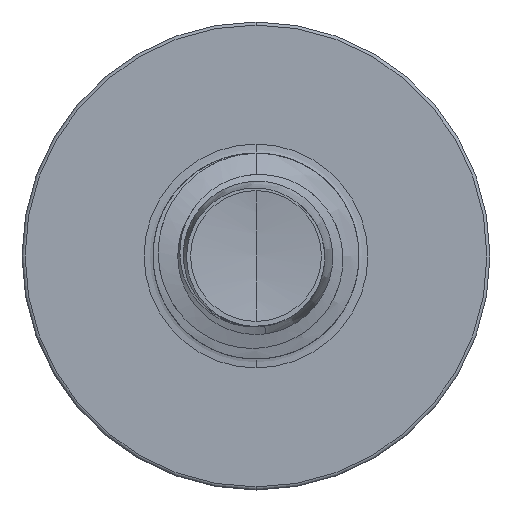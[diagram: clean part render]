
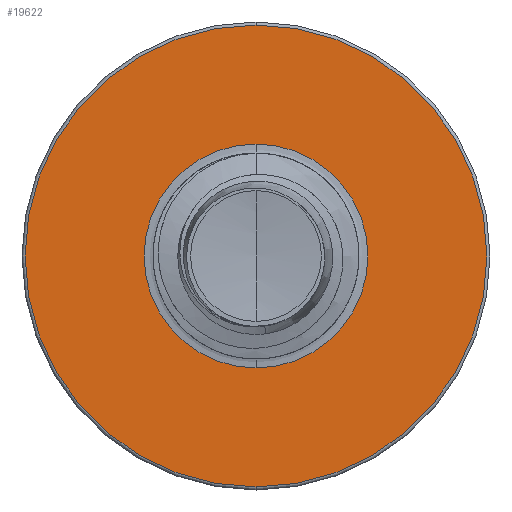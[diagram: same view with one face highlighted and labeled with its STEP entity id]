
A CAD part, front view. The second image highlights one B-rep face of the part: STEP entity #19622.
In plain terms, the highlighted planar face has unit normal (0, -1, 0).
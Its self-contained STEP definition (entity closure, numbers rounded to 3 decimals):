
#236 = CARTESIAN_POINT ( 'NONE',  ( 0., 7., 2.467 ) ) ;
#1980 = DIRECTION ( 'NONE',  ( 0., 1., 0. ) ) ;
#2871 = CIRCLE ( 'NONE', #22982, 1.196 ) ;
#3083 = EDGE_CURVE ( 'NONE', #21065, #12696, #9793, .T. ) ;
#3490 = CIRCLE ( 'NONE', #3940, 2.467 ) ;
#3940 = AXIS2_PLACEMENT_3D ( 'NONE', #13334, #1980, #15185 ) ;
#4179 = EDGE_LOOP ( 'NONE', ( #13443, #6246 ) ) ;
#4951 = PLANE ( 'NONE',  #12217 ) ;
#5148 = DIRECTION ( 'NONE',  ( 0., 1., 0. ) ) ;
#5763 = CIRCLE ( 'NONE', #20963, 1.196 ) ;
#6246 = ORIENTED_EDGE ( 'NONE', *, *, #8518, .F. ) ;
#6652 = DIRECTION ( 'NONE',  ( 0., 1., 0. ) ) ;
#6799 = CARTESIAN_POINT ( 'NONE',  ( 0., 7., -1.196 ) ) ;
#6874 = DIRECTION ( 'NONE',  ( 0., 1., 0. ) ) ;
#7858 = CARTESIAN_POINT ( 'NONE',  ( 0., 7., -2.467 ) ) ;
#8518 = EDGE_CURVE ( 'NONE', #12696, #21065, #3490, .T. ) ;
#9793 = CIRCLE ( 'NONE', #20949, 2.467 ) ;
#11113 = EDGE_CURVE ( 'NONE', #18642, #21886, #2871, .T. ) ;
#11190 = FACE_BOUND ( 'NONE', #16724, .T. ) ;
#12217 = AXIS2_PLACEMENT_3D ( 'NONE', #6799, #6874, #19578 ) ;
#12696 = VERTEX_POINT ( 'NONE', #7858 ) ;
#13334 = CARTESIAN_POINT ( 'NONE',  ( 0., 7., 0. ) ) ;
#13443 = ORIENTED_EDGE ( 'NONE', *, *, #3083, .F. ) ;
#13979 = CARTESIAN_POINT ( 'NONE',  ( 0., 7., 1.196 ) ) ;
#15185 = DIRECTION ( 'NONE',  ( 0., 0., 1. ) ) ;
#16389 = CARTESIAN_POINT ( 'NONE',  ( 0., 7., 0. ) ) ;
#16724 = EDGE_LOOP ( 'NONE', ( #22820, #17170 ) ) ;
#16794 = DIRECTION ( 'NONE',  ( 0., 0., 1. ) ) ;
#17170 = ORIENTED_EDGE ( 'NONE', *, *, #23047, .T. ) ;
#17772 = CARTESIAN_POINT ( 'NONE',  ( 0., 7., 0. ) ) ;
#17779 = CARTESIAN_POINT ( 'NONE',  ( 0., 7., 0. ) ) ;
#18151 = DIRECTION ( 'NONE',  ( 0., 0., 1. ) ) ;
#18642 = VERTEX_POINT ( 'NONE', #13979 ) ;
#19389 = DIRECTION ( 'NONE',  ( 0., 0., 1. ) ) ;
#19578 = DIRECTION ( 'NONE',  ( 0., 0., 1. ) ) ;
#19622 = ADVANCED_FACE ( 'NONE', ( #20529, #11190 ), #4951, .F. ) ;
#20529 = FACE_OUTER_BOUND ( 'NONE', #4179, .T. ) ;
#20949 = AXIS2_PLACEMENT_3D ( 'NONE', #17779, #22760, #16794 ) ;
#20956 = CARTESIAN_POINT ( 'NONE',  ( 0., 7., -1.196 ) ) ;
#20963 = AXIS2_PLACEMENT_3D ( 'NONE', #17772, #6652, #19389 ) ;
#21065 = VERTEX_POINT ( 'NONE', #236 ) ;
#21886 = VERTEX_POINT ( 'NONE', #20956 ) ;
#22760 = DIRECTION ( 'NONE',  ( 0., 1., 0. ) ) ;
#22820 = ORIENTED_EDGE ( 'NONE', *, *, #11113, .T. ) ;
#22982 = AXIS2_PLACEMENT_3D ( 'NONE', #16389, #5148, #18151 ) ;
#23047 = EDGE_CURVE ( 'NONE', #21886, #18642, #5763, .T. ) ;
